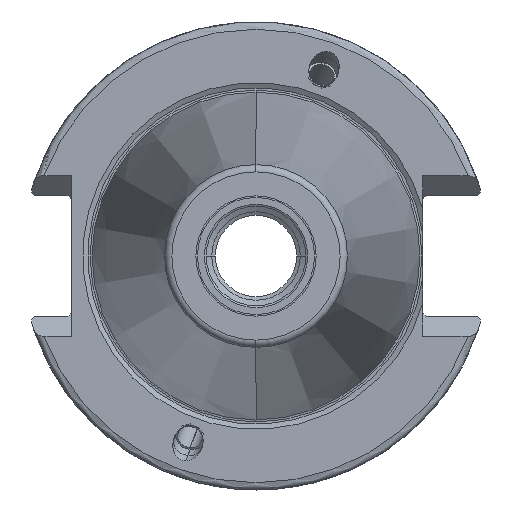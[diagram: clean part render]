
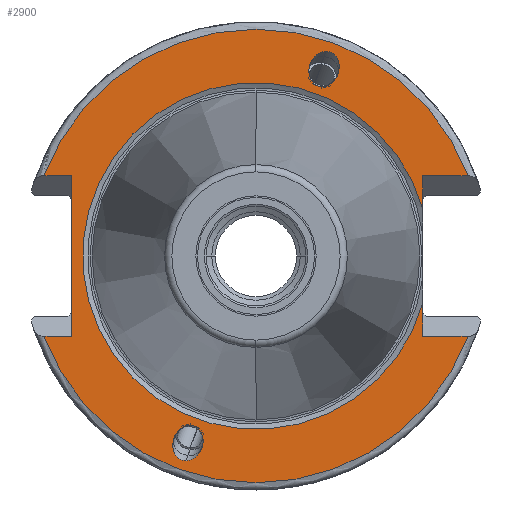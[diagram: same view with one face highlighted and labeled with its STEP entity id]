
A CAD part, left-side view. The second image highlights one B-rep face of the part: STEP entity #2900.
In plain terms, the highlighted planar face has unit normal (-1, 0, 0).
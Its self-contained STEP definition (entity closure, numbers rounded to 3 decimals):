
#329=DIRECTION('',(0.,0.,-1.));
#330=VECTOR('',#329,21.78);
#331=CARTESIAN_POINT('',(1.,25.,10.89));
#332=LINE('',#331,#330);
#557=CARTESIAN_POINT('',(1.,28.757,-10.89));
#563=DIRECTION('',(0.,1.,0.));
#564=VECTOR('',#563,3.757);
#565=CARTESIAN_POINT('',(1.,25.,-10.89));
#566=LINE('',#565,#564);
#567=DIRECTION('',(0.,-1.,0.));
#568=VECTOR('',#567,3.757);
#569=CARTESIAN_POINT('',(1.,28.757,10.89));
#570=LINE('',#569,#568);
#571=DIRECTION('',(0.,-1.,0.));
#572=VECTOR('',#571,6.157);
#573=CARTESIAN_POINT('',(1.,-22.6,10.89));
#574=LINE('',#573,#572);
#575=DIRECTION('',(0.,1.,0.));
#576=VECTOR('',#575,6.157);
#577=CARTESIAN_POINT('',(1.,-28.757,-10.89));
#578=LINE('',#577,#576);
#579=CARTESIAN_POINT('',(1.,9.498,-27.766));
#580=CARTESIAN_POINT('',(1.,9.738,-27.766));
#581=CARTESIAN_POINT('',(1.,10.246,-27.663));
#582=CARTESIAN_POINT('',(1.,10.912,-27.117));
#583=CARTESIAN_POINT('',(1.,11.284,-26.257));
#584=CARTESIAN_POINT('',(1.,11.318,-25.372));
#585=CARTESIAN_POINT('',(1.,11.09,-24.486));
#586=CARTESIAN_POINT('',(1.,10.528,-23.627));
#587=CARTESIAN_POINT('',(1.,9.742,-23.08));
#588=CARTESIAN_POINT('',(1.,9.212,-22.978));
#589=CARTESIAN_POINT('',(1.,8.971,-22.978));
#591=CARTESIAN_POINT('',(1.,8.971,-22.978));
#592=CARTESIAN_POINT('',(1.,8.731,-22.978));
#593=CARTESIAN_POINT('',(1.,8.223,-23.08));
#594=CARTESIAN_POINT('',(1.,7.557,-23.627));
#595=CARTESIAN_POINT('',(1.,7.185,-24.486));
#596=CARTESIAN_POINT('',(1.,7.151,-25.372));
#597=CARTESIAN_POINT('',(1.,7.379,-26.257));
#598=CARTESIAN_POINT('',(1.,7.941,-27.117));
#599=CARTESIAN_POINT('',(1.,8.727,-27.663));
#600=CARTESIAN_POINT('',(1.,9.257,-27.766));
#601=CARTESIAN_POINT('',(1.,9.498,-27.766));
#603=CARTESIAN_POINT('',(1.,-8.971,22.978));
#604=CARTESIAN_POINT('',(1.,-8.731,22.978));
#605=CARTESIAN_POINT('',(1.,-8.223,23.08));
#606=CARTESIAN_POINT('',(1.,-7.557,23.627));
#607=CARTESIAN_POINT('',(1.,-7.185,24.486));
#608=CARTESIAN_POINT('',(1.,-7.151,25.372));
#609=CARTESIAN_POINT('',(1.,-7.379,26.257));
#610=CARTESIAN_POINT('',(1.,-7.941,27.117));
#611=CARTESIAN_POINT('',(1.,-8.727,27.663));
#612=CARTESIAN_POINT('',(1.,-9.257,27.766));
#613=CARTESIAN_POINT('',(1.,-9.498,27.766));
#615=CARTESIAN_POINT('',(1.,-9.498,27.766));
#616=CARTESIAN_POINT('',(1.,-9.738,27.766));
#617=CARTESIAN_POINT('',(1.,-10.246,27.663));
#618=CARTESIAN_POINT('',(1.,-10.912,27.117));
#619=CARTESIAN_POINT('',(1.,-11.284,26.257));
#620=CARTESIAN_POINT('',(1.,-11.318,25.372));
#621=CARTESIAN_POINT('',(1.,-11.09,24.486));
#622=CARTESIAN_POINT('',(1.,-10.528,23.627));
#623=CARTESIAN_POINT('',(1.,-9.742,23.08));
#624=CARTESIAN_POINT('',(1.,-9.212,22.978));
#625=CARTESIAN_POINT('',(1.,-8.971,22.978));
#632=CARTESIAN_POINT('',(1.,0.,0.));
#633=DIRECTION('',(-1.,0.,0.));
#634=DIRECTION('',(0.,0.935,-0.354));
#635=AXIS2_PLACEMENT_3D('',#632,#633,#634);
#856=DIRECTION('',(0.,0.,1.));
#857=VECTOR('',#856,4.449);
#858=CARTESIAN_POINT('',(1.,-22.6,-10.89));
#859=LINE('',#858,#857);
#860=DIRECTION('',(0.,0.,1.));
#861=VECTOR('',#860,4.449);
#862=CARTESIAN_POINT('',(1.,-22.6,6.441));
#863=LINE('',#862,#861);
#876=CARTESIAN_POINT('',(1.,-28.757,-10.89));
#896=CARTESIAN_POINT('',(1.,-22.6,-6.441));
#898=CARTESIAN_POINT('',(1.,0.,0.));
#899=DIRECTION('',(1.,0.,0.));
#900=DIRECTION('',(0.,-0.962,-0.274));
#901=AXIS2_PLACEMENT_3D('',#898,#899,#900);
#903=CARTESIAN_POINT('',(1.,-22.6,6.441));
#1005=CARTESIAN_POINT('',(1.,-28.757,10.89));
#1421=CARTESIAN_POINT('',(1.,0.,0.));
#1422=DIRECTION('',(-1.,0.,0.));
#1423=DIRECTION('',(0.,-0.935,0.354));
#1424=AXIS2_PLACEMENT_3D('',#1421,#1422,#1423);
#1434=CARTESIAN_POINT('',(1.,28.757,10.89));
#1781=VERTEX_POINT('',#903);
#1782=VERTEX_POINT('',#896);
#1837=CARTESIAN_POINT('',(1.,25.,10.89));
#1838=CARTESIAN_POINT('',(1.,25.,-10.89));
#1839=VERTEX_POINT('',#1837);
#1840=VERTEX_POINT('',#1838);
#1841=CARTESIAN_POINT('',(1.,-22.6,-10.89));
#1842=VERTEX_POINT('',#1841);
#1843=CARTESIAN_POINT('',(1.,-22.6,10.89));
#1844=VERTEX_POINT('',#1843);
#1846=VERTEX_POINT('',#557);
#1847=VERTEX_POINT('',#876);
#1850=VERTEX_POINT('',#1005);
#1851=VERTEX_POINT('',#1434);
#1941=VERTEX_POINT('',#579);
#1942=VERTEX_POINT('',#589);
#1981=CARTESIAN_POINT('',(1.,-8.971,22.978));
#1982=VERTEX_POINT('',#1981);
#1983=CARTESIAN_POINT('',(1.,-9.498,27.766));
#1984=VERTEX_POINT('',#1983);
#2863=CARTESIAN_POINT('',(1.,0.,0.));
#2864=DIRECTION('',(1.,0.,0.));
#2865=DIRECTION('',(0.,0.,1.));
#2866=AXIS2_PLACEMENT_3D('',#2863,#2864,#2865);
#2867=PLANE('',#2866);
#2869=ORIENTED_EDGE('',*,*,#2868,.F.);
#2870=ORIENTED_EDGE('',*,*,#2852,.F.);
#2871=ORIENTED_EDGE('',*,*,#2558,.F.);
#2873=ORIENTED_EDGE('',*,*,#2872,.F.);
#2875=ORIENTED_EDGE('',*,*,#2874,.F.);
#2877=ORIENTED_EDGE('',*,*,#2876,.F.);
#2879=ORIENTED_EDGE('',*,*,#2878,.F.);
#2881=ORIENTED_EDGE('',*,*,#2880,.F.);
#2883=ORIENTED_EDGE('',*,*,#2882,.F.);
#2885=ORIENTED_EDGE('',*,*,#2884,.F.);
#2886=EDGE_LOOP('',(#2869,#2870,#2871,#2873,#2875,#2877,#2879,#2881,#2883,
#2885));
#2887=FACE_OUTER_BOUND('',#2886,.F.);
#2889=ORIENTED_EDGE('',*,*,#2888,.F.);
#2891=ORIENTED_EDGE('',*,*,#2890,.F.);
#2892=EDGE_LOOP('',(#2889,#2891));
#2893=FACE_BOUND('',#2892,.F.);
#2895=ORIENTED_EDGE('',*,*,#2894,.F.);
#2897=ORIENTED_EDGE('',*,*,#2896,.F.);
#2898=EDGE_LOOP('',(#2895,#2897));
#2899=FACE_BOUND('',#2898,.F.);
#2900=ADVANCED_FACE('',(#2887,#2893,#2899),#2867,.F.);
#590=B_SPLINE_CURVE_WITH_KNOTS('',3,(#579,#580,#581,#582,#583,#584,#585,#586,
#587,#588,#589),.UNSPECIFIED.,.F.,.F.,(4,1,1,1,1,1,1,1,4),(0.,0.125,0.25,
0.375,0.5,0.625,0.75,0.875,1.),.UNSPECIFIED.);
#602=B_SPLINE_CURVE_WITH_KNOTS('',3,(#591,#592,#593,#594,#595,#596,#597,#598,
#599,#600,#601),.UNSPECIFIED.,.F.,.F.,(4,1,1,1,1,1,1,1,4),(0.,0.125,0.25,
0.375,0.5,0.625,0.75,0.875,1.),.UNSPECIFIED.);
#614=B_SPLINE_CURVE_WITH_KNOTS('',3,(#603,#604,#605,#606,#607,#608,#609,#610,
#611,#612,#613),.UNSPECIFIED.,.F.,.F.,(4,1,1,1,1,1,1,1,4),(0.,0.125,0.25,
0.375,0.5,0.625,0.75,0.875,1.),.UNSPECIFIED.);
#626=B_SPLINE_CURVE_WITH_KNOTS('',3,(#615,#616,#617,#618,#619,#620,#621,#622,
#623,#624,#625),.UNSPECIFIED.,.F.,.F.,(4,1,1,1,1,1,1,1,4),(0.,0.125,0.25,
0.375,0.5,0.625,0.75,0.875,1.),.UNSPECIFIED.);
#636=CIRCLE('',#635,30.75);
#902=CIRCLE('',#901,23.5);
#1425=CIRCLE('',#1424,30.75);
#2558=EDGE_CURVE('',#1839,#1840,#332,.T.);
#2852=EDGE_CURVE('',#1840,#1846,#566,.T.);
#2868=EDGE_CURVE('',#1846,#1847,#636,.T.);
#2872=EDGE_CURVE('',#1851,#1839,#570,.T.);
#2874=EDGE_CURVE('',#1850,#1851,#1425,.T.);
#2876=EDGE_CURVE('',#1844,#1850,#574,.T.);
#2878=EDGE_CURVE('',#1781,#1844,#863,.T.);
#2880=EDGE_CURVE('',#1782,#1781,#902,.T.);
#2882=EDGE_CURVE('',#1842,#1782,#859,.T.);
#2884=EDGE_CURVE('',#1847,#1842,#578,.T.);
#2888=EDGE_CURVE('',#1941,#1942,#590,.T.);
#2890=EDGE_CURVE('',#1942,#1941,#602,.T.);
#2894=EDGE_CURVE('',#1982,#1984,#614,.T.);
#2896=EDGE_CURVE('',#1984,#1982,#626,.T.);
